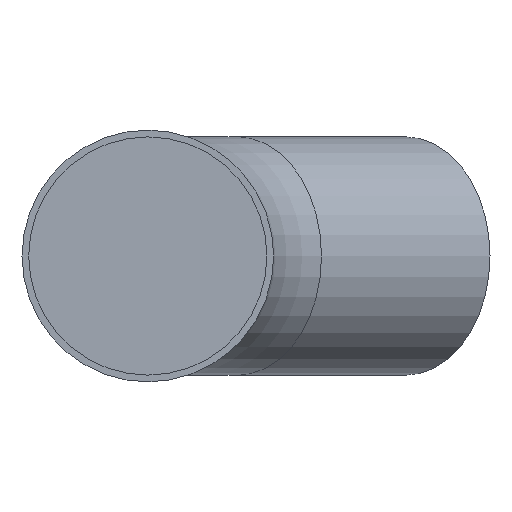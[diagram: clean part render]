
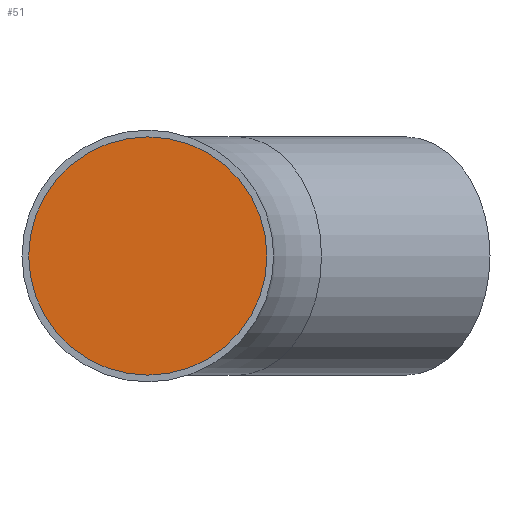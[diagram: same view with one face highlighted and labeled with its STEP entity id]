
A CAD part, front view. The second image highlights one B-rep face of the part: STEP entity #51.
In plain terms, the highlighted planar face has unit normal (0, -1, 0).
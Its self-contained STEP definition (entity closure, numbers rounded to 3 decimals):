
#51 = ADVANCED_FACE( '', ( #105 ), #106, .F. );
#105 = FACE_OUTER_BOUND( '', #154, .T. );
#106 = PLANE( '', #155 );
#154 = EDGE_LOOP( '', ( #213 ) );
#155 = AXIS2_PLACEMENT_3D( '', #214, #215, #216 );
#213 = ORIENTED_EDGE( '', *, *, #236, .T. );
#214 = CARTESIAN_POINT( '', ( 0., -10.5, 0. ) );
#215 = DIRECTION( '', ( 0., 1., 0. ) );
#216 = DIRECTION( '', ( 0., 0., 1. ) );
#236 = EDGE_CURVE( '', #261, #261, #262, .T. );
#261 = VERTEX_POINT( '', #292 );
#262 = CIRCLE( '', #293, 44.5 );
#292 = CARTESIAN_POINT( '', ( -44.5, -10.5, 0. ) );
#293 = AXIS2_PLACEMENT_3D( '', #324, #325, #326 );
#324 = CARTESIAN_POINT( '', ( 0., -10.5, 0. ) );
#325 = DIRECTION( '', ( 0., -1., 0. ) );
#326 = DIRECTION( '', ( -1., 0., 0. ) );
